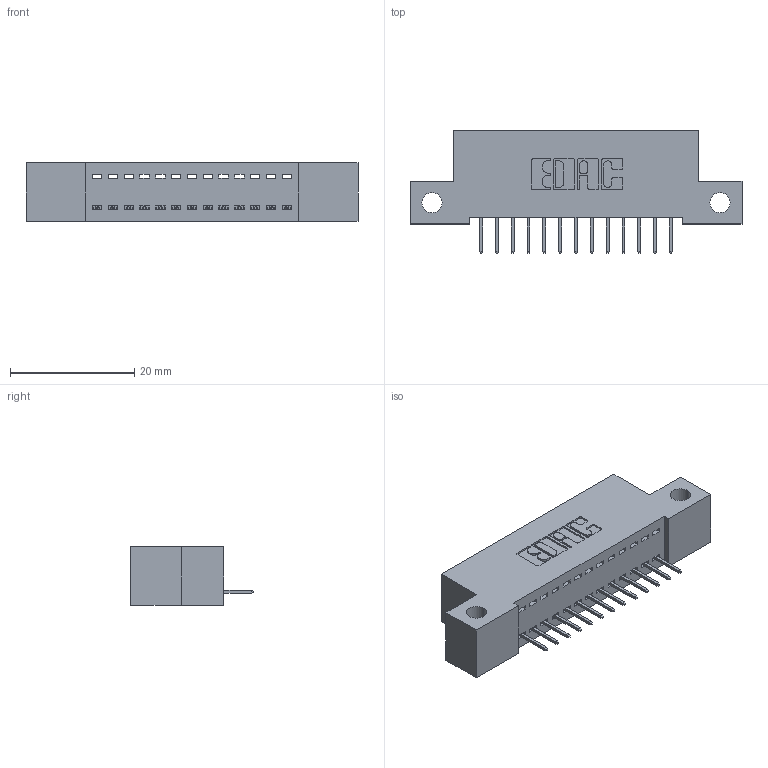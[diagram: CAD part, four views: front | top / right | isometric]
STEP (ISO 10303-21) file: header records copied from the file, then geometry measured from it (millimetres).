
FILE_DESCRIPTION (( 'STEP AP203' ), '1' );
FILE_NAME ('392-013-524-112.STEP', '2019-10-07T01:52:36', ( '' ), ( '' ), 'SwSTEP 2.0', 'SolidWorks 2016', '' );
FILE_SCHEMA (( 'CONFIG_CONTROL_DESIGN' ));
Length unit declared in the file: inch
Products named in the file (3): 342 Part_Side Mount; 345-292-001_345-293-124; 392-013-524-112
Assembly tree (14 placements, depth 2):
  392-013-524-112
    342 Part_Side Mount
    345-292-001_345-293-124  x13
Bounding box: 53.34 x 19.69 x 9.4 mm (x, y, z)
Volume: 4444.7 mm3; surface area: 5662.8 mm2
Topology: 14 solids, 14 shells, 916 faces, 2639 edges, 1706 vertices
Faces by surface type: plane 690, cylinder 226
Entity records: 11643 total; most frequent: CARTESIAN_POINT 2017, ORIENTED_EDGE 1966, DIRECTION 1761, EDGE_CURVE 983, VECTOR 859, LINE 859, VERTEX_POINT 650, AXIS2_PLACEMENT_3D 451
